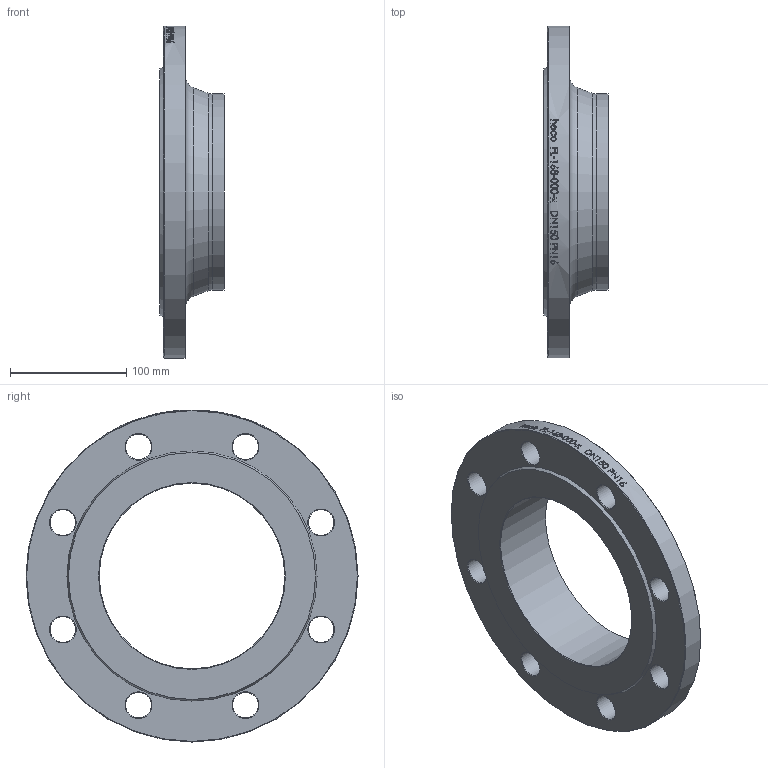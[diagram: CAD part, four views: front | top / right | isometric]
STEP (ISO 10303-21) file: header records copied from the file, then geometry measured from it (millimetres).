
FILE_DESCRIPTION (( 'STEP AP214' ), '1' );
FILE_NAME ('FL-168-000-x Vorschweissflansch DN150 PN16 iso DIN2633 2009.STEP', '2020-09-15T09:05:29', ( '' ), ( '' ), 'SwSTEP 2.0', 'SolidWorks 2019', '' );
FILE_SCHEMA (( 'AUTOMOTIVE_DESIGN' ));
Length unit declared in the file: millimetre
Products named in the file (1): FL-168-000-x Vorschweissflansch DN150 PN16 iso DIN2633 2009
Bounding box: 55 x 285 x 285 mm (x, y, z)
Volume: 948071.9 mm3; surface area: 150380.9 mm2
Topology: 1 solids, 1 shells, 75 faces, 337 edges, 302 vertices
Faces by surface type: cylinder 48, cone 21, plane 4, torus 2
Full cylindrical faces by diameter (mm): 22 x8, 159.3 x1, 168.3 x1, 285 x1
Entity records: 8659 total; most frequent: CARTESIAN_POINT 5817, ORIENTED_EDGE 580, DIRECTION 385, EDGE_CURVE 290, VERTEX_POINT 290, AXIS2_PLACEMENT_3D 173, EDGE_LOOP 166, B_SPLINE_CURVE_WITH_KNOTS 154
